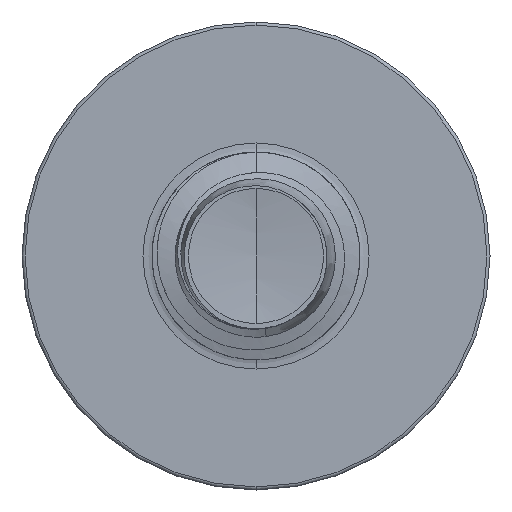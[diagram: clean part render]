
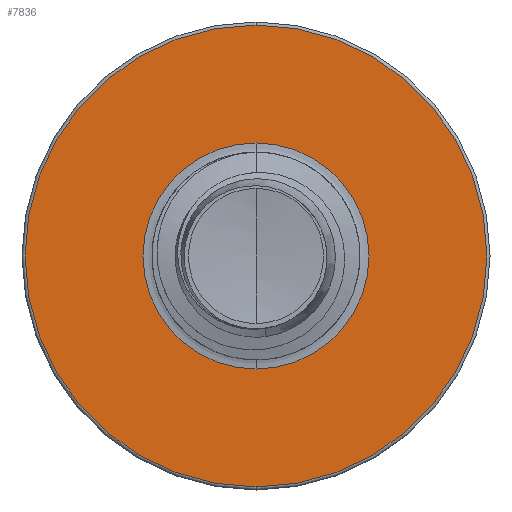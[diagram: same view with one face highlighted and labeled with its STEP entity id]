
A CAD part, front view. The second image highlights one B-rep face of the part: STEP entity #7836.
In plain terms, the highlighted planar face has unit normal (0, -1, 0).
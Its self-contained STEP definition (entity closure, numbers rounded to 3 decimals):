
#4 = DIRECTION ( 'NONE',  ( 0., 1., 0. ) ) ;
#660 = CARTESIAN_POINT ( 'NONE',  ( 0., 5.5, -2.174 ) ) ;
#821 = ORIENTED_EDGE ( 'NONE', *, *, #3713, .F. ) ;
#1004 = AXIS2_PLACEMENT_3D ( 'NONE', #660, #12796, #4721 ) ;
#1726 = CARTESIAN_POINT ( 'NONE',  ( 0., 5.5, 0. ) ) ;
#2060 = CIRCLE ( 'NONE', #4609, 2.174 ) ;
#2101 = CARTESIAN_POINT ( 'NONE',  ( 0., 5.5, -2.174 ) ) ;
#2229 = VERTEX_POINT ( 'NONE', #2101 ) ;
#2658 = FACE_BOUND ( 'NONE', #13646, .T. ) ;
#2688 = CIRCLE ( 'NONE', #10600, 4.44 ) ;
#3052 = EDGE_CURVE ( 'NONE', #2229, #15545, #2060, .T. ) ;
#3071 = DIRECTION ( 'NONE',  ( 0., 0., 1. ) ) ;
#3274 = CARTESIAN_POINT ( 'NONE',  ( 0., 5.5, 0. ) ) ;
#3378 = PLANE ( 'NONE',  #1004 ) ;
#3712 = CIRCLE ( 'NONE', #9343, 2.174 ) ;
#3713 = EDGE_CURVE ( 'NONE', #7838, #8186, #2688, .T. ) ;
#3726 = EDGE_CURVE ( 'NONE', #8186, #7838, #6241, .T. ) ;
#4477 = EDGE_CURVE ( 'NONE', #15545, #2229, #3712, .T. ) ;
#4609 = AXIS2_PLACEMENT_3D ( 'NONE', #1726, #11149, #3071 ) ;
#4633 = DIRECTION ( 'NONE',  ( 0., 0., 1. ) ) ;
#4721 = DIRECTION ( 'NONE',  ( 0., 0., 1. ) ) ;
#4817 = ORIENTED_EDGE ( 'NONE', *, *, #4477, .T. ) ;
#5210 = ORIENTED_EDGE ( 'NONE', *, *, #3052, .T. ) ;
#5340 = DIRECTION ( 'NONE',  ( 0., 1., 0. ) ) ;
#5635 = ORIENTED_EDGE ( 'NONE', *, *, #3726, .F. ) ;
#6013 = CARTESIAN_POINT ( 'NONE',  ( 0., 5.5, 4.44 ) ) ;
#6241 = CIRCLE ( 'NONE', #9699, 4.44 ) ;
#6556 = CARTESIAN_POINT ( 'NONE',  ( 0., 5.5, 2.174 ) ) ;
#7836 = ADVANCED_FACE ( 'NONE', ( #12965, #2658 ), #3378, .F. ) ;
#7838 = VERTEX_POINT ( 'NONE', #6013 ) ;
#8052 = CARTESIAN_POINT ( 'NONE',  ( 0., 5.5, 0. ) ) ;
#8186 = VERTEX_POINT ( 'NONE', #11932 ) ;
#9343 = AXIS2_PLACEMENT_3D ( 'NONE', #3274, #12704, #4633 ) ;
#9406 = DIRECTION ( 'NONE',  ( 0., 0., 1. ) ) ;
#9699 = AXIS2_PLACEMENT_3D ( 'NONE', #8052, #4, #9406 ) ;
#10600 = AXIS2_PLACEMENT_3D ( 'NONE', #13411, #5340, #14743 ) ;
#11149 = DIRECTION ( 'NONE',  ( 0., 1., 0. ) ) ;
#11932 = CARTESIAN_POINT ( 'NONE',  ( 0., 5.5, -4.44 ) ) ;
#12704 = DIRECTION ( 'NONE',  ( 0., 1., 0. ) ) ;
#12796 = DIRECTION ( 'NONE',  ( 0., 1., 0. ) ) ;
#12965 = FACE_OUTER_BOUND ( 'NONE', #13665, .T. ) ;
#13411 = CARTESIAN_POINT ( 'NONE',  ( 0., 5.5, 0. ) ) ;
#13646 = EDGE_LOOP ( 'NONE', ( #4817, #5210 ) ) ;
#13665 = EDGE_LOOP ( 'NONE', ( #821, #5635 ) ) ;
#14743 = DIRECTION ( 'NONE',  ( 0., 0., 1. ) ) ;
#15545 = VERTEX_POINT ( 'NONE', #6556 ) ;
